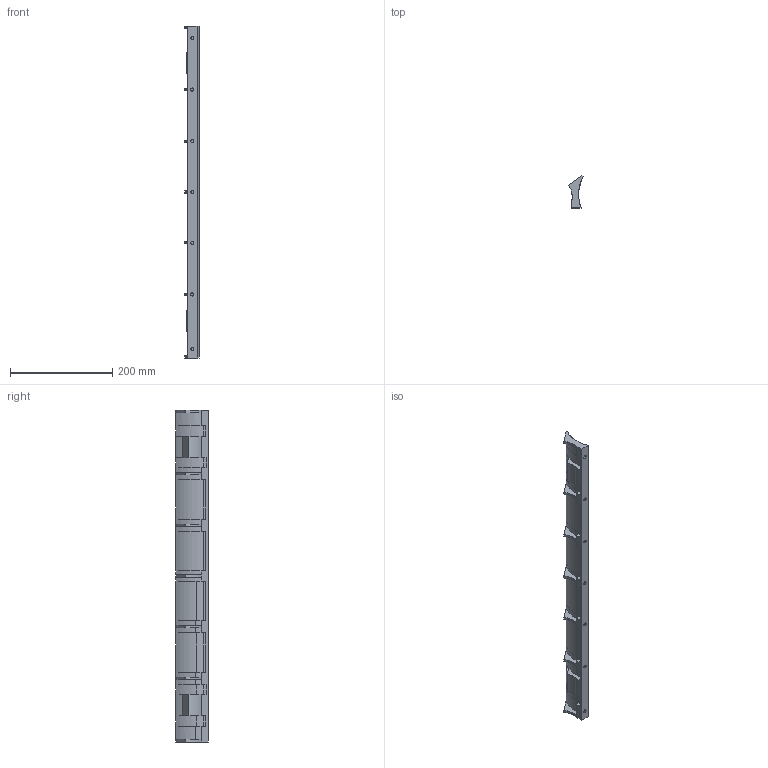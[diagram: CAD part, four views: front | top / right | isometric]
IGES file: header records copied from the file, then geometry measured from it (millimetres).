
Start section: SolidWorks IGES file using analytic representation for surfaces
Global section: file name: TMA JEANNE MODIFICATION.IGS; native system: SolidWorks 2022; preprocessor: SolidWorks 2022; author: hugst; date: 230207.212120; units: millimetre
Bounding box: 27.68 x 63 x 648 mm (x, y, z)
Surface area: 116487 mm2 (no closed solid volume)
Topology: 0 solids, 0 shells, 174 faces, 1694 edges, 1694 vertices
Faces by surface type: bspline 118, revolution 56
